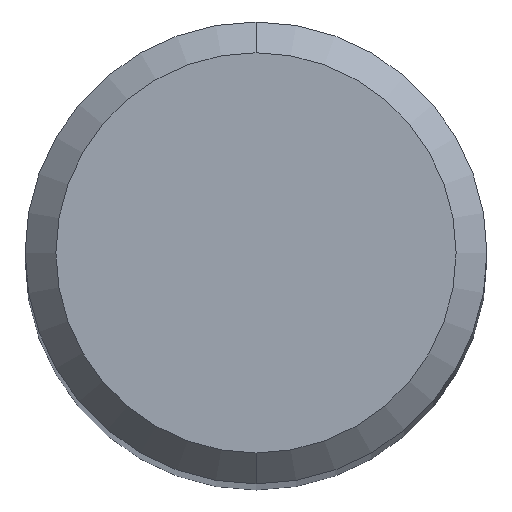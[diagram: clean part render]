
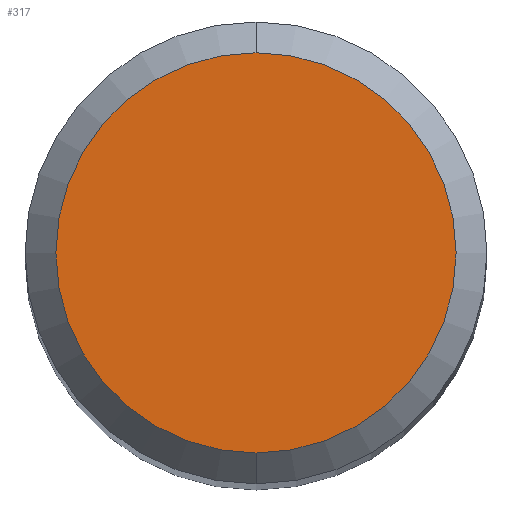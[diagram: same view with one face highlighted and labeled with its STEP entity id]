
A CAD part, top view. The second image highlights one B-rep face of the part: STEP entity #317.
In plain terms, the highlighted planar face has unit normal (0, 0, 1).
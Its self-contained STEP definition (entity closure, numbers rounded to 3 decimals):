
#157=VERTEX_POINT('',#389);
#163=VERTEX_POINT('',#396);
#191=EDGE_CURVE('',#157,#163,#426,.T.);
#229=EDGE_CURVE('',#163,#157,#468,.T.);
#317=ADVANCED_FACE('',(#571),#572,.T.);
#389=CARTESIAN_POINT('',(0.0,2.6,0.0));
#396=CARTESIAN_POINT('',(0.,-2.6,0.0));
#426=CIRCLE('',#697,2.6);
#468=CIRCLE('',#748,2.6);
#571=FACE_OUTER_BOUND('',#875,.T.);
#572=PLANE('',#876);
#697=AXIS2_PLACEMENT_3D('',#993,#994,#995);
#748=AXIS2_PLACEMENT_3D('',#1037,#1038,#1039);
#875=EDGE_LOOP('',(#1190,#1191));
#876=AXIS2_PLACEMENT_3D('',#1192,#1193,#1194);
#993=CARTESIAN_POINT('',(0.0,0.0,0.0));
#994=DIRECTION('',(0.0,0.0,-1.0));
#995=DIRECTION('',(0.0,1.0,0.0));
#1037=CARTESIAN_POINT('',(0.0,0.0,0.0));
#1038=DIRECTION('',(0.0,0.0,-1.0));
#1039=DIRECTION('',(0.0,1.0,0.0));
#1190=ORIENTED_EDGE('',*,*,#191,.F.);
#1191=ORIENTED_EDGE('',*,*,#229,.F.);
#1192=CARTESIAN_POINT('',(0.0,1.3,0.0));
#1193=DIRECTION('',(-0.0,0.0,1.0));
#1194=DIRECTION('',(0.0,-1.0,0.0));
